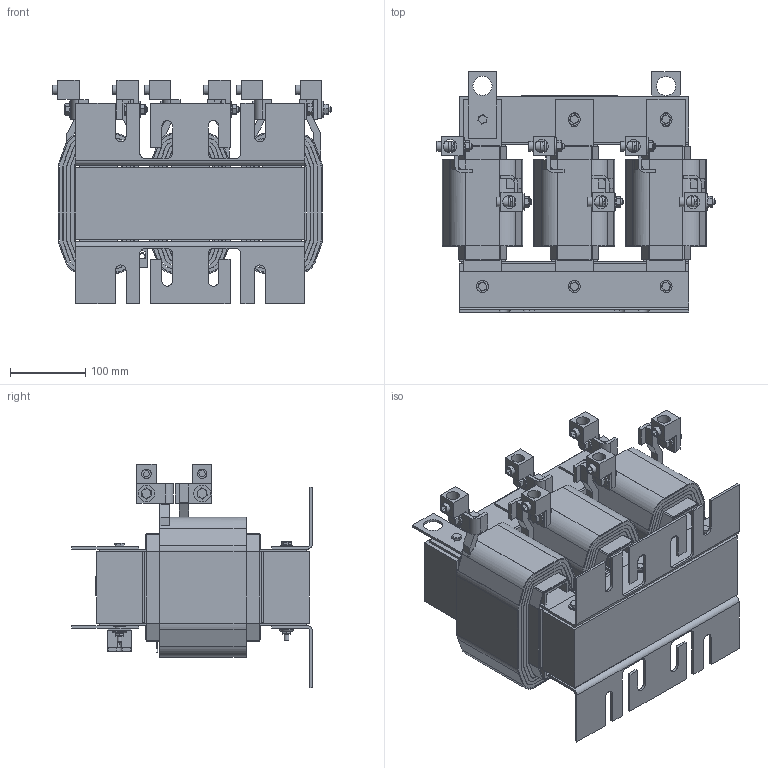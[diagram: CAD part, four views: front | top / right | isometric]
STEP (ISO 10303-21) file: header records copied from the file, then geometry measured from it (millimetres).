
FILE_DESCRIPTION(/* description */ (''),/* implementation_level */ '2;1');
FILE_NAME(/* name */ 'KLRUL200APTMG.stp',/* time_stamp */ '2020-03-10T14:55:51-05:00',/* author */ ('jnelson'),/* organization */ (''),/* preprocessor_version */ 'ST-DEVELOPER v17',/* originating_system */ 'Autodesk Inventor 2019',/* authorisation */ '');
FILE_SCHEMA (('AUTOMOTIVE_DESIGN { 1 0 10303 214 3 1 1 }'));
Products named in the file (34): KLRUL200APTMG; KTRMG200A; 24263-REV-NR; 21513-3.75; 15309; 15183-.12 GAP; 24157 TERM CHANGE; 21512; 15112; 21085-REV-E; 21621-REV-A; 24157-COIL- TERMINAL CHANGE; 15217; 15465; 26811- KTR-KTRMG; 28453; 28453_1; 11923insert; 11923-1; 11923-2; 11923-3; 31553; 29477-SHORT LEADS; 1505; 1763-4495 ASSEMBLY; 4495; 1763; 31615; 14927; 4631 AND 1714; 4631; 11619 AND 1714; 11619; 1714
Assembly tree (86 placements, depth 5):
  KLRUL200APTMG
    KTRMG200A
      21513-3.75  x2
      24263-REV-NR  x2
      15309  x2
      15183-.12 GAP  x2
      24157 TERM CHANGE  x3
        21512
        15112
        21085-REV-E
        21621-REV-A
        24157-COIL- TERMINAL CHANGE
      1763  x5
      15217  x6
      1505  x6
      15465  x6
      26811- KTR-KTRMG
      28453
        28453_1
        11923insert  x3
          11923-1
          11923-2
          11923-3
      31553
      29477-SHORT LEADS
      1763-4495 ASSEMBLY  x2
        4495
        1763
      31615
    14927  x6
    4631 AND 1714  x6
      4631
      1714
    11619 AND 1714  x6
      11619
      1714
Bounding box: 369.83 x 319.79 x 297.03 mm (x, y, z)
Volume: 10855107.8 mm3; surface area: 3369753 mm2
Topology: 115 solids, 115 shells, 4709 faces, 12539 edges, 8414 vertices
Faces by surface type: plane 2887, bspline 1031, cylinder 757, cone 18, torus 12, sphere 4
Full cylindrical faces by diameter (mm): 0.762 x2, 1.524 x2, 3.199 x1, 4.166 x2, 4.496 x6, 4.724 x2, 5.867 x6, 6.147 x2, 6.35 x12, 7.01 x6, 7.137 x7, 7.62 x2, 7.874 x12, 8.128 x4, 8.334 x6, 8.636 x18, 9.652 x8, 10.312 x6, 12.7 x14, 15.875 x7, 17.65 x6, 18.491 x6, 22.225 x12, 25.4 x2
Entity records: 109735 total; most frequent: CARTESIAN_POINT 34298, ORIENTED_EDGE 17104, DIRECTION 11680, EDGE_CURVE 8552, LINE 5916, VECTOR 5916, VERTEX_POINT 5681, EDGE_LOOP 3463
